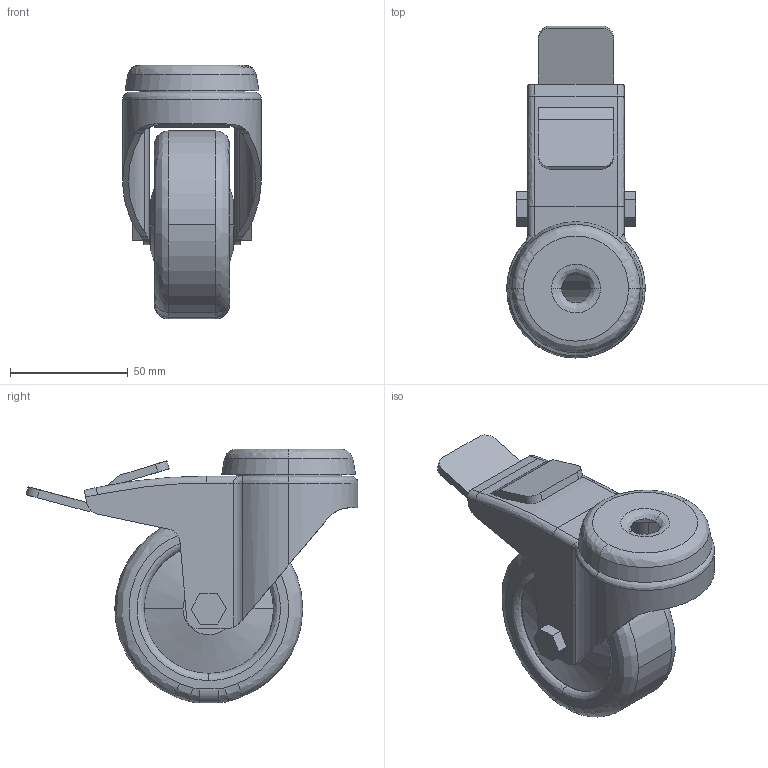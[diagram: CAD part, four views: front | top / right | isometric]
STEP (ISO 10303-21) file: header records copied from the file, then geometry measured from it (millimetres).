
FILE_DESCRIPTION (( 'STEP AP214' ), '1' );
FILE_NAME ('7420142', '2019-02-04T12:25:30', ( '' ), ('JUGARD+KÜNSTNER GmbH'), 'SwSTEP 2.0', 'SolidWorks 2017', '' );
FILE_SCHEMA (( 'AUTOMOTIVE_DESIGN' ));
Length unit declared in the file: millimetre
Products named in the file (1): 7420142_CNAJF00
Bounding box: 59 x 141.26 x 108 mm (x, y, z)
Volume: 199588 mm3; surface area: 54916.1 mm2
Topology: 1 solids, 1 shells, 153 faces, 387 edges, 244 vertices
Faces by surface type: cylinder 55, plane 54, bspline 36, cone 8
Entity records: 7946 total; most frequent: CARTESIAN_POINT 2751, ORIENTED_EDGE 766, DIRECTION 683, EDGE_CURVE 383, AXIS2_PLACEMENT_3D 256, VERTEX_POINT 244, LINE 171, VECTOR 171
